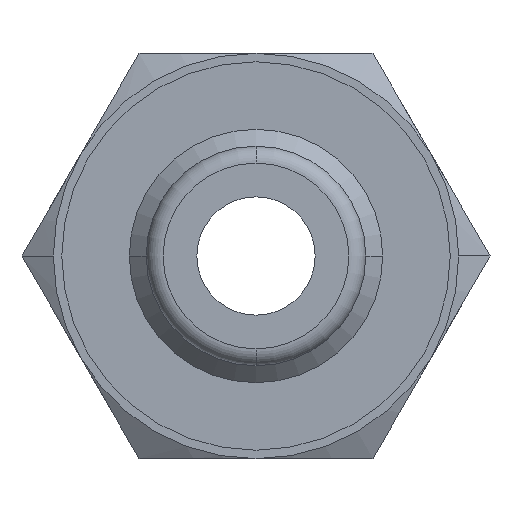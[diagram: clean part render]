
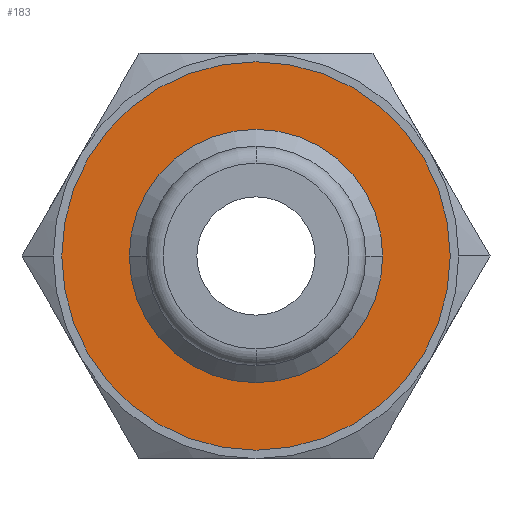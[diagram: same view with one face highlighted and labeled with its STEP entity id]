
A CAD part, front view. The second image highlights one B-rep face of the part: STEP entity #183.
In plain terms, the highlighted planar face has unit normal (0, -1, 0).
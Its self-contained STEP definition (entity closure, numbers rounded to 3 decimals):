
#183=ADVANCED_FACE('',(#379,#380),#381,.T.);
#379=FACE_OUTER_BOUND('',#584,.T.);
#380=FACE_BOUND('',#585,.T.);
#381=PLANE('',#586);
#584=EDGE_LOOP('',(#1035,#1036));
#585=EDGE_LOOP('',(#1037,#1038));
#586=AXIS2_PLACEMENT_3D('',#1039,#1040,#1041);
#1035=ORIENTED_EDGE('',*,*,#1328,.T.);
#1036=ORIENTED_EDGE('',*,*,#1205,.T.);
#1037=ORIENTED_EDGE('',*,*,#1161,.F.);
#1038=ORIENTED_EDGE('',*,*,#1329,.F.);
#1039=CARTESIAN_POINT('',(0.0,21.5,0.0));
#1040=DIRECTION('',(0.0,-1.0,0.0));
#1041=DIRECTION('',(-1.0,0.0,0.0));
#1161=EDGE_CURVE('',#1362,#1358,#1364,.T.);
#1205=EDGE_CURVE('',#1435,#1432,#1436,.T.);
#1328=EDGE_CURVE('',#1432,#1435,#1609,.T.);
#1329=EDGE_CURVE('',#1358,#1362,#1610,.T.);
#1358=VERTEX_POINT('',#1639);
#1362=VERTEX_POINT('',#1644);
#1364=CIRCLE('',#1647,7.5);
#1432=VERTEX_POINT('',#1731);
#1435=VERTEX_POINT('',#1735);
#1436=CIRCLE('',#1736,11.5);
#1609=CIRCLE('',#2192,11.5);
#1610=CIRCLE('',#2193,7.5);
#1639=CARTESIAN_POINT('',(7.5,21.5,0.));
#1644=CARTESIAN_POINT('',(-7.5,21.5,0.));
#1647=AXIS2_PLACEMENT_3D('',#2225,#2226,#2227);
#1731=CARTESIAN_POINT('',(11.5,21.5,0.0));
#1735=CARTESIAN_POINT('',(-11.5,21.5,0.));
#1736=AXIS2_PLACEMENT_3D('',#2293,#2294,#2295);
#2192=AXIS2_PLACEMENT_3D('',#2438,#2439,#2440);
#2193=AXIS2_PLACEMENT_3D('',#2441,#2442,#2443);
#2225=CARTESIAN_POINT('',(0.0,21.5,0.0));
#2226=DIRECTION('',(0.0,-1.0,0.0));
#2227=DIRECTION('',(1.0,0.0,0.0));
#2293=CARTESIAN_POINT('',(0.0,21.5,0.0));
#2294=DIRECTION('',(0.0,-1.0,0.0));
#2295=DIRECTION('',(1.0,0.0,0.0));
#2438=CARTESIAN_POINT('',(0.0,21.5,0.0));
#2439=DIRECTION('',(0.0,-1.0,0.0));
#2440=DIRECTION('',(1.0,0.0,0.0));
#2441=CARTESIAN_POINT('',(0.0,21.5,0.0));
#2442=DIRECTION('',(0.0,-1.0,0.0));
#2443=DIRECTION('',(1.0,0.0,0.0));
